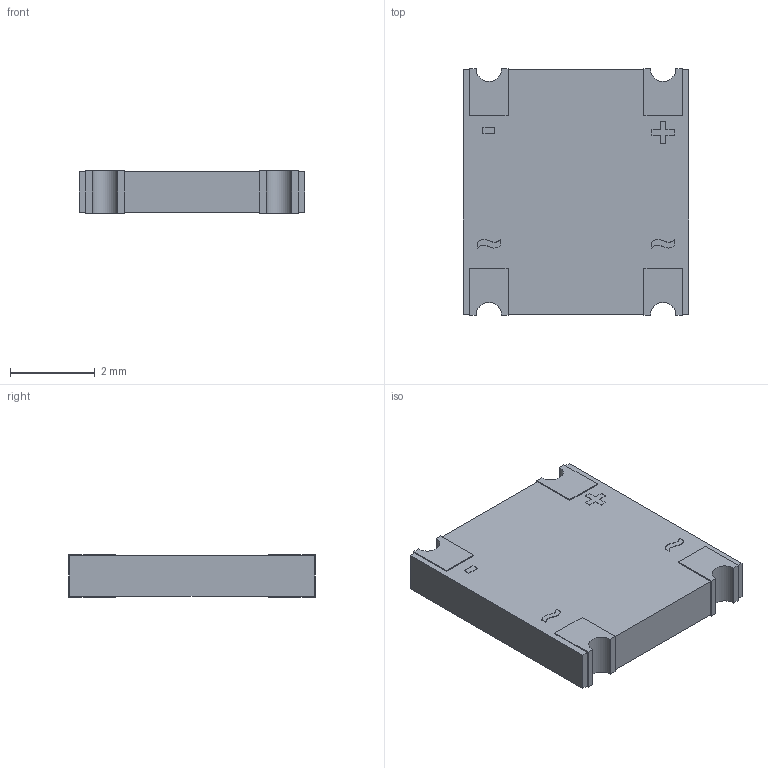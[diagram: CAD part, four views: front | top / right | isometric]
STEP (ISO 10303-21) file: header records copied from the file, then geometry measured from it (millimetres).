
FILE_DESCRIPTION(/* description */ (''),/* implementation_level */ '2;1');
FILE_NAME(/* name */ 'Bourns CD-MBL1xxS v2.step',/* time_stamp */ '2023-07-02T09:12:45+01:00',/* author */ (''),/* organization */ (''),/* preprocessor_version */ 'ST-DEVELOPER v19.2',/* originating_system */ 'Autodesk Translation Framework v12.6.0.85',/* authorisation */ '');
FILE_SCHEMA (('AUTOMOTIVE_DESIGN { 1 0 10303 214 3 1 1 }'));
Length unit declared in the file: millimetre
Products named in the file (1): Bourns CD-MBL1xxS
Bounding box: 5.3 x 5.8 x 1.01 mm (x, y, z)
Volume: 29 mm3; surface area: 83.6 mm2
Topology: 1 solids, 1 shells, 94 faces, 264 edges, 176 vertices
Faces by surface type: plane 66, bspline 24, cylinder 4
Entity records: 3315 total; most frequent: CARTESIAN_POINT 943, ORIENTED_EDGE 528, DIRECTION 366, EDGE_CURVE 264, LINE 208, VECTOR 208, VERTEX_POINT 176, EDGE_LOOP 98
